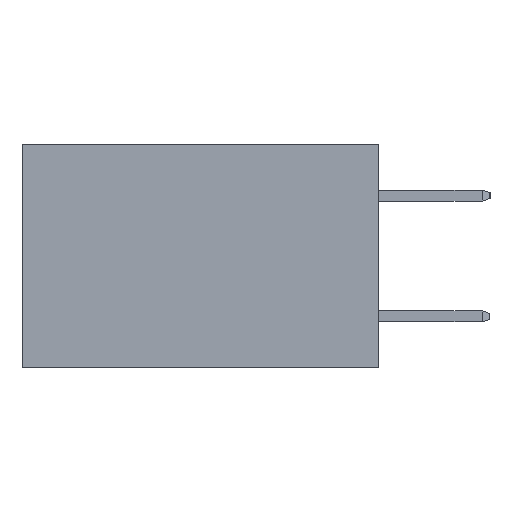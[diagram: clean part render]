
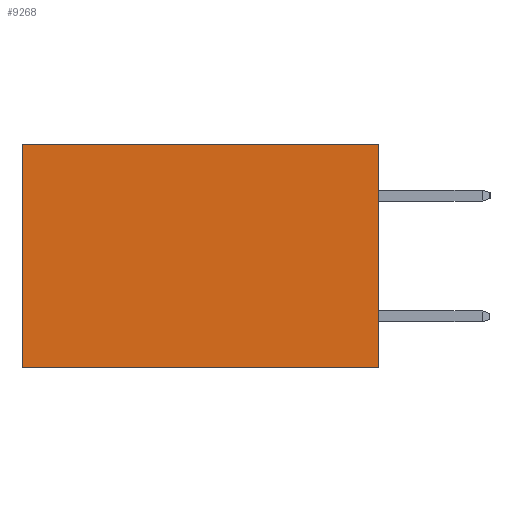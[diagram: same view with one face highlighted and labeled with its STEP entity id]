
A CAD part, left-side view. The second image highlights one B-rep face of the part: STEP entity #9268.
In plain terms, the highlighted planar face has unit normal (-1, 0, 0).
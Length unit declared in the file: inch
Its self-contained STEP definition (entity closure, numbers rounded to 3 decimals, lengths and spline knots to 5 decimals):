
#645 = DIRECTION ( 'NONE',  ( 0., 0., -1. ) ) ;
#1386 = LINE ( 'NONE', #20647, #6000 ) ;
#1478 = DIRECTION ( 'NONE',  ( 0., 0., -1. ) ) ;
#1512 = CARTESIAN_POINT ( 'NONE',  ( 0.277, 0.59, -0.37 ) ) ;
#1559 = ORIENTED_EDGE ( 'NONE', *, *, #6469, .T. ) ;
#1597 = LINE ( 'NONE', #12481, #15834 ) ;
#2216 = LINE ( 'NONE', #2514, #21937 ) ;
#2514 = CARTESIAN_POINT ( 'NONE',  ( 0.277, 0., -0.37 ) ) ;
#3018 = ORIENTED_EDGE ( 'NONE', *, *, #18871, .F. ) ;
#4455 = ORIENTED_EDGE ( 'NONE', *, *, #18810, .F. ) ;
#4499 = PLANE ( 'NONE',  #6629 ) ;
#4657 = DIRECTION ( 'NONE',  ( 0., 1., 0. ) ) ;
#5947 = FACE_OUTER_BOUND ( 'NONE', #18196, .T. ) ;
#6000 = VECTOR ( 'NONE', #22516, 39.37008 ) ;
#6469 = EDGE_CURVE ( 'NONE', #14543, #8763, #10665, .T. ) ;
#6629 = AXIS2_PLACEMENT_3D ( 'NONE', #12249, #8432, #21662 ) ;
#7039 = ORIENTED_EDGE ( 'NONE', *, *, #8331, .T. ) ;
#8331 = EDGE_CURVE ( 'NONE', #19756, #14543, #1386, .T. ) ;
#8432 = DIRECTION ( 'NONE',  ( 1., 0., 0. ) ) ;
#8624 = CARTESIAN_POINT ( 'NONE',  ( 0.277, 0.59, -0.37 ) ) ;
#8763 = VERTEX_POINT ( 'NONE', #8624 ) ;
#9268 = ADVANCED_FACE ( 'NONE', ( #5947 ), #4499, .F. ) ;
#10665 = LINE ( 'NONE', #1512, #15734 ) ;
#10932 = CARTESIAN_POINT ( 'NONE',  ( 0.277, 0.59, 0. ) ) ;
#12249 = CARTESIAN_POINT ( 'NONE',  ( 0.277, 0., -0.37 ) ) ;
#12481 = CARTESIAN_POINT ( 'NONE',  ( 0.277, 0., -0.37 ) ) ;
#13298 = CARTESIAN_POINT ( 'NONE',  ( 0.277, 0., -0.37 ) ) ;
#14543 = VERTEX_POINT ( 'NONE', #10932 ) ;
#15734 = VECTOR ( 'NONE', #1478, 39.37008 ) ;
#15834 = VECTOR ( 'NONE', #4657, 39.37008 ) ;
#18196 = EDGE_LOOP ( 'NONE', ( #1559, #3018, #4455, #7039 ) ) ;
#18810 = EDGE_CURVE ( 'NONE', #19756, #21265, #2216, .T. ) ;
#18871 = EDGE_CURVE ( 'NONE', #21265, #8763, #1597, .T. ) ;
#19756 = VERTEX_POINT ( 'NONE', #24352 ) ;
#20647 = CARTESIAN_POINT ( 'NONE',  ( 0.277, 0., 0. ) ) ;
#21265 = VERTEX_POINT ( 'NONE', #13298 ) ;
#21662 = DIRECTION ( 'NONE',  ( 0., 0., -1. ) ) ;
#21937 = VECTOR ( 'NONE', #645, 39.37008 ) ;
#22516 = DIRECTION ( 'NONE',  ( 0., 1., 0. ) ) ;
#24352 = CARTESIAN_POINT ( 'NONE',  ( 0.277, 0., 0. ) ) ;
